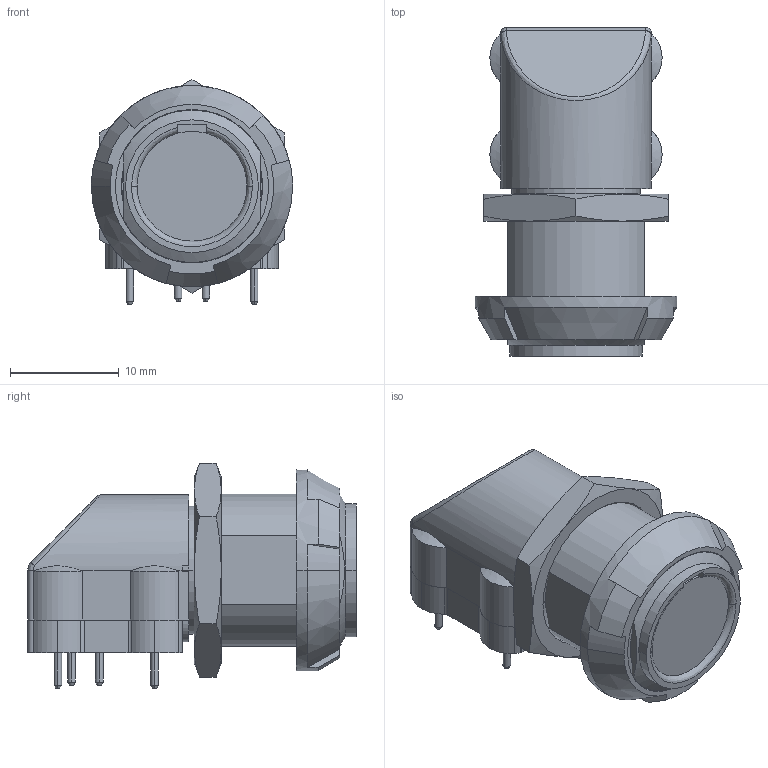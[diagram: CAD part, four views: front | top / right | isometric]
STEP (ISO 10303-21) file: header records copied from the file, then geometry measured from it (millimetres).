
FILE_DESCRIPTION (( 'STEP AP214' ), '1' );
FILE_NAME ('PXG.M0.4GG.NG.STEP', '2016-02-05T19:49:38', ( '' ), ( '' ), 'SwSTEP 2.0', 'SolidWorks 2012', '' );
FILE_SCHEMA (( 'AUTOMOTIVE_DESIGN' ));
Length unit declared in the file: millimetre
Products named in the file (13): pxg_m0_4gg_ng_11; pxg_m0_4gg_ng_10; pxg_m0_4gg_ng_9; pxg_m0_4gg_ng_8; pxg_m0_4gg_ng_7; pxg_m0_4gg_ng_6; pxg_m0_4gg_ng_5; pxg_m0_4gg_ng_4; pxg_m0_4gg_ng_3; pxg_m0_4gg_ng_2; pxg_m0_4gg_ng; PXG.M0.4GG.NG; pxg_m0_4gg_ng_12
Assembly tree (12 placements, depth 2):
  PXG.M0.4GG.NG
    pxg_m0_4gg_ng
    pxg_m0_4gg_ng_2
    pxg_m0_4gg_ng_3
    pxg_m0_4gg_ng_4
    pxg_m0_4gg_ng_5
    pxg_m0_4gg_ng_6
    pxg_m0_4gg_ng_7
    pxg_m0_4gg_ng_8
    pxg_m0_4gg_ng_9
    pxg_m0_4gg_ng_10
    pxg_m0_4gg_ng_11
    pxg_m0_4gg_ng_12
Bounding box: 18.5 x 30.2 x 20.69 mm (x, y, z)
Volume: 1249.7 mm3; surface area: 3872.8 mm2
Topology: 11 solids, 15 shells, 439 faces, 1116 edges, 729 vertices
Faces by surface type: plane 198, cylinder 152, cone 71, bspline 10, torus 8
Entity records: 19586 total; most frequent: CARTESIAN_POINT 3345, DIRECTION 2350, ORIENTED_EDGE 2228, EDGE_CURVE 1116, AXIS2_PLACEMENT_3D 877, VERTEX_POINT 729, VECTOR 596, LINE 596
